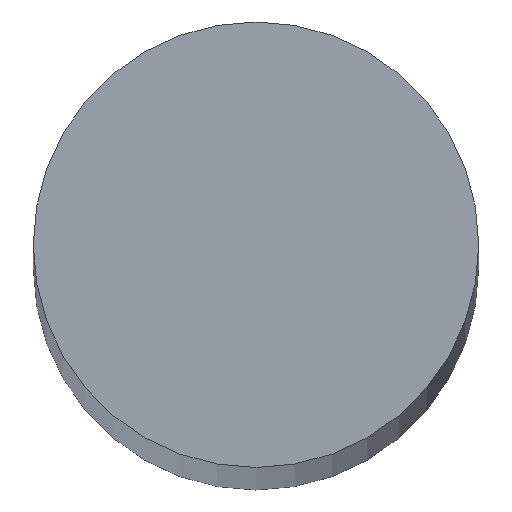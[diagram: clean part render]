
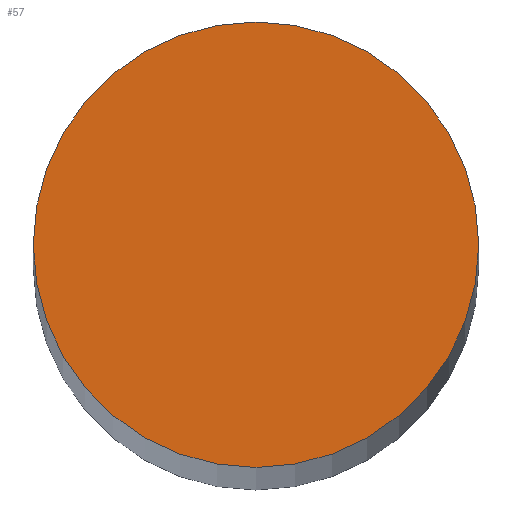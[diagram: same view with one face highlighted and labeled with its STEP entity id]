
A CAD part, top view. The second image highlights one B-rep face of the part: STEP entity #57.
In plain terms, the highlighted planar face has unit normal (0, 0, 1).
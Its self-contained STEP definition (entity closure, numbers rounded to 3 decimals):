
#57=ADVANCED_FACE('',(#84),#86,.T.);
#84=FACE_BOUND('',#85,.T.);
#85=EDGE_LOOP('',(#100));
#86=PLANE('',#87);
#87=AXIS2_PLACEMENT_3D('',#88,#89,#90);
#88=CARTESIAN_POINT('',(0.,0.,145.));
#89=DIRECTION('',(0.,0.,1.));
#90=DIRECTION('',(-1.,0.,0.));
#100=ORIENTED_EDGE('',*,*,#102,.T.);
#102=EDGE_CURVE('',#104,#104,#105,.T.);
#104=VERTEX_POINT('',#108);
#105=CIRCLE('',#109,2.5);
#108=CARTESIAN_POINT('',(-2.5,0.,145.));
#109=AXIS2_PLACEMENT_3D('',#110,#111,#112);
#110=CARTESIAN_POINT('',(0.,0.,145.));
#111=DIRECTION('',(0.,0.,1.));
#112=DIRECTION('',(-1.,0.,0.));
